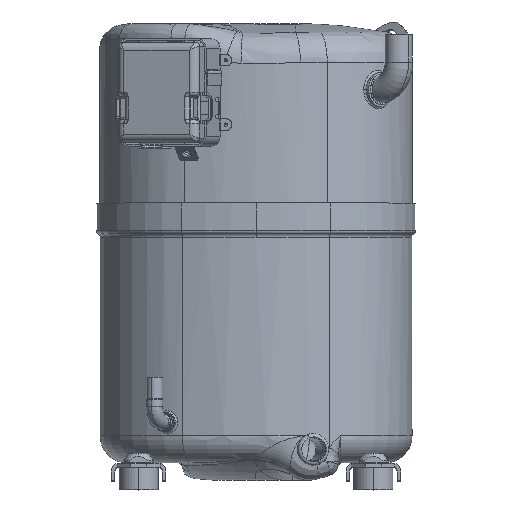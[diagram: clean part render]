
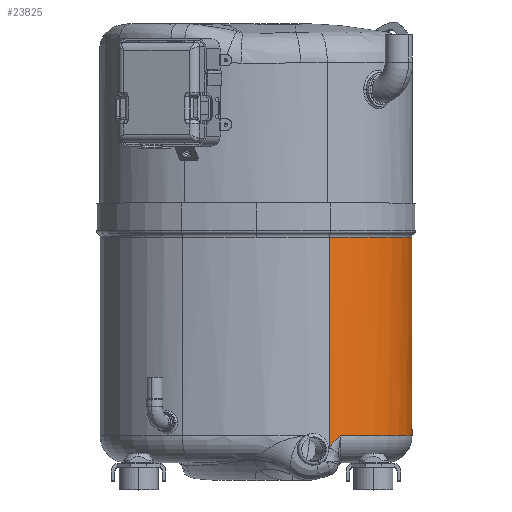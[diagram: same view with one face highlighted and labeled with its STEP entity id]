
A CAD part, top view. The second image highlights one B-rep face of the part: STEP entity #23825.
In plain terms, the highlighted cylindrical face has radius 94.945 mm (diameter 189.89 mm), a partial arc.
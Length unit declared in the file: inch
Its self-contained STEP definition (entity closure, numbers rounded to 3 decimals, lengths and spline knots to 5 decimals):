
#4339 = CARTESIAN_POINT ( 'NONE',  ( 2.34941, -7.80956, 3.57267 ) ) ;
#5667 = FACE_OUTER_BOUND ( 'NONE', #22043, .T. ) ;
#5668 = CYLINDRICAL_SURFACE ( 'NONE', #26645, 3.738 ) ;
#16052 = CIRCLE ( 'NONE', #26853, 3.738 ) ;
#16056 = LINE ( 'NONE', #37747, #16066 ) ;
#16066 = VECTOR ( 'NONE', #37777, 39.37008 ) ;
#16080 = LINE ( 'NONE', #37903, #16086 ) ;
#16086 = VECTOR ( 'NONE', #37904, 39.37008 ) ;
#16096 = CIRCLE ( 'NONE', #26865, 3.738 ) ;
#16494 = CARTESIAN_POINT ( 'NONE',  ( 2.34941, -1.09661, 3.57267 ) ) ;
#16512 = CARTESIAN_POINT ( 'NONE',  ( 2.6951, -7.438, 3.44736 ) ) ;
#16534 = CARTESIAN_POINT ( 'NONE',  ( 2.34941, -1.09661, -3.57267 ) ) ;
#16563 = CARTESIAN_POINT ( 'NONE',  ( 2.34941, -7.438, -3.57267 ) ) ;
#17933 = B_SPLINE_CURVE_WITH_KNOTS ( 'NONE', 3,
 ( #37757, #37756, #37761, #37762, #37763, #37764, #37765, #37766, #37767, #37768, #37769, #37770, #37771 ),
 .UNSPECIFIED., .F., .F.,
 ( 4, 2, 2, 2, 1, 2, 4 ),
 ( 0., 0.00665, 0.00997, 0.01164, 0.01247, 0.01288, 0.0133 ),
 .UNSPECIFIED. ) ;
#22043 = EDGE_LOOP ( 'NONE', ( #33321, #33337, #33336, #33335, #33340 ) ) ;
#23195 = VERTEX_POINT ( 'NONE', #16494 ) ;
#23213 = VERTEX_POINT ( 'NONE', #16512 ) ;
#23235 = VERTEX_POINT ( 'NONE', #16534 ) ;
#23264 = VERTEX_POINT ( 'NONE', #16563 ) ;
#23825 = ADVANCED_FACE ( 'NONE', ( #5667 ), #5668, .T. ) ;
#26149 = VERTEX_POINT ( 'NONE', #4339 ) ;
#26645 = AXIS2_PLACEMENT_3D ( 'NONE', #35457, #35387, #35385 ) ;
#26853 = AXIS2_PLACEMENT_3D ( 'NONE', #37758, #37759, #37760 ) ;
#26865 = AXIS2_PLACEMENT_3D ( 'NONE', #38013, #38014, #38015 ) ;
#27086 = EDGE_CURVE ( 'NONE', #23213, #23264, #16052, .T. ) ;
#27087 = EDGE_CURVE ( 'NONE', #26149, #23213, #17933, .T. ) ;
#27091 = EDGE_CURVE ( 'NONE', #23264, #23235, #16056, .T. ) ;
#27100 = EDGE_CURVE ( 'NONE', #23195, #26149, #16080, .T. ) ;
#27108 = EDGE_CURVE ( 'NONE', #23235, #23195, #16096, .T. ) ;
#33321 = ORIENTED_EDGE ( 'NONE', *, *, #27091, .T. ) ;
#33335 = ORIENTED_EDGE ( 'NONE', *, *, #27087, .T. ) ;
#33336 = ORIENTED_EDGE ( 'NONE', *, *, #27100, .T. ) ;
#33337 = ORIENTED_EDGE ( 'NONE', *, *, #27108, .T. ) ;
#33340 = ORIENTED_EDGE ( 'NONE', *, *, #27086, .T. ) ;
#35385 = DIRECTION ( 'NONE',  ( 0., 0., -1. ) ) ;
#35387 = DIRECTION ( 'NONE',  ( 0., -1., 0. ) ) ;
#35457 = CARTESIAN_POINT ( 'NONE',  ( 1.25, 0., 0. ) ) ;
#37747 = CARTESIAN_POINT ( 'NONE',  ( 2.34941, 0., -3.57267 ) ) ;
#37756 = CARTESIAN_POINT ( 'NONE',  ( 2.3936, -7.73415, 3.55907 ) ) ;
#37757 = CARTESIAN_POINT ( 'NONE',  ( 2.34941, -7.80956, 3.57267 ) ) ;
#37758 = CARTESIAN_POINT ( 'NONE',  ( 1.25, -7.438, 0. ) ) ;
#37759 = DIRECTION ( 'NONE',  ( 0., 1., 0. ) ) ;
#37760 = DIRECTION ( 'NONE',  ( 0., 0., -1. ) ) ;
#37761 = CARTESIAN_POINT ( 'NONE',  ( 2.44586, -7.6663, 3.54209 ) ) ;
#37762 = CARTESIAN_POINT ( 'NONE',  ( 2.53343, -7.57364, 3.5109 ) ) ;
#37763 = CARTESIAN_POINT ( 'NONE',  ( 2.56428, -7.54421, 3.4995 ) ) ;
#37764 = CARTESIAN_POINT ( 'NONE',  ( 2.61225, -7.50256, 3.48098 ) ) ;
#37765 = CARTESIAN_POINT ( 'NONE',  ( 2.62851, -7.48909, 3.47457 ) ) ;
#37766 = CARTESIAN_POINT ( 'NONE',  ( 2.65325, -7.46948, 3.46462 ) ) ;
#37767 = CARTESIAN_POINT ( 'NONE',  ( 2.6657, -7.45983, 3.45956 ) ) ;
#37768 = CARTESIAN_POINT ( 'NONE',  ( 2.67827, -7.4504, 3.45438 ) ) ;
#37769 = CARTESIAN_POINT ( 'NONE',  ( 2.68667, -7.44416, 3.45089 ) ) ;
#37770 = CARTESIAN_POINT ( 'NONE',  ( 2.69093, -7.44104, 3.44912 ) ) ;
#37771 = CARTESIAN_POINT ( 'NONE',  ( 2.6951, -7.438, 3.44736 ) ) ;
#37777 = DIRECTION ( 'NONE',  ( 0., 1., 0. ) ) ;
#37903 = CARTESIAN_POINT ( 'NONE',  ( 2.34941, 0., 3.57267 ) ) ;
#37904 = DIRECTION ( 'NONE',  ( 0., -1., 0. ) ) ;
#38013 = CARTESIAN_POINT ( 'NONE',  ( 1.25, -1.09661, 0. ) ) ;
#38014 = DIRECTION ( 'NONE',  ( 0., -1., 0. ) ) ;
#38015 = DIRECTION ( 'NONE',  ( 0., 0., -1. ) ) ;
